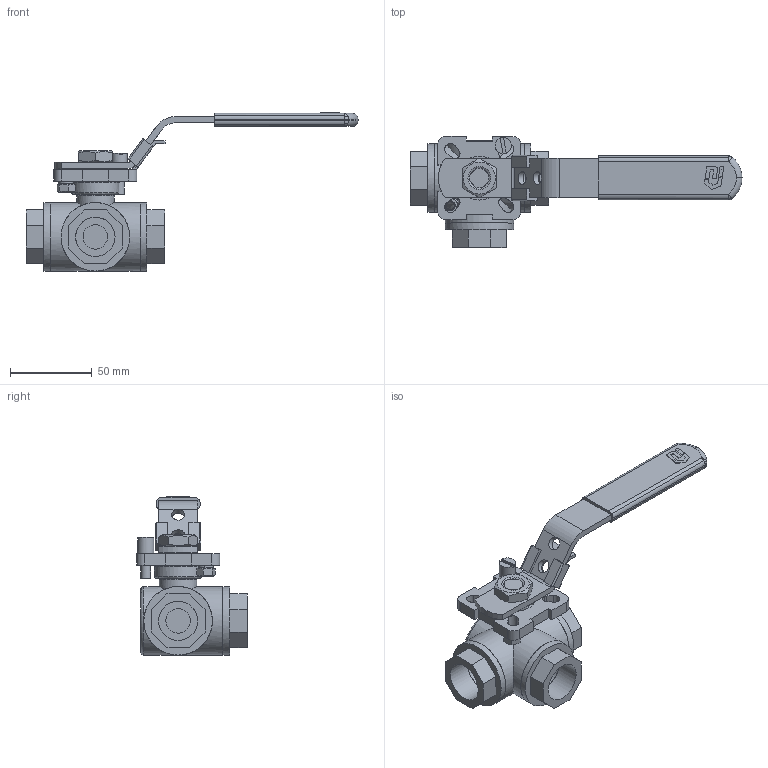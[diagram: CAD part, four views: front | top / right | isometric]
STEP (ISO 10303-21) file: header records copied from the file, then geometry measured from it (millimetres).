
FILE_DESCRIPTION(('HOOPS Exchange Step'),'2;1');
FILE_NAME('GK09_DN20.stp','2025-12-04T16:57:50+01:00',('nieru'),('Unknown organisation'),'HOOPS Exchange 2024.2','HOOPS Exchange','Unknown authorisation');
FILE_SCHEMA( ('AP203_CONFIGURATION_CONTROLLED_3D_DESIGN_OF_MECHANICAL_PARTS_AND_ASSEMBLIES_MIM_LF') );
Length unit declared in the file: millimetre
Products named in the file (2): 0; root
Assembly tree (1 placements, depth 2):
  root
    0
Bounding box: 203.5 x 68 x 97 mm (x, y, z)
Volume: 162243.3 mm3; surface area: 64063.1 mm2
Topology: 13 solids, 13 shells, 594 faces, 1629 edges, 1099 vertices
Faces by surface type: plane 322, bspline 155, cylinder 93, torus 8, cone 8, sphere 8
Full cylindrical faces by diameter (mm): 4.917 x1, 6 x1, 8 x2, 9 x1, 10 x1, 11.835 x1, 14 x1, 15 x3, 23 x1, 24.117 x6, 27 x1, 29 x1, 42 x6
Entity records: 43280 total; most frequent: CARTESIAN_POINT 29359, ORIENTED_EDGE 3258, DIRECTION 2076, EDGE_CURVE 1629, VERTEX_POINT 1099, VECTOR 968, LINE 968, EDGE_LOOP 658
